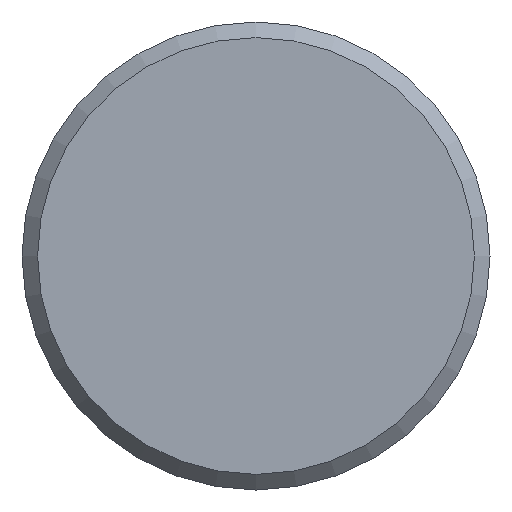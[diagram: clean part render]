
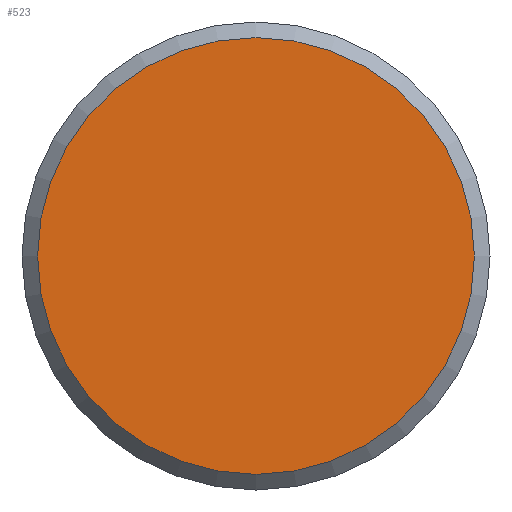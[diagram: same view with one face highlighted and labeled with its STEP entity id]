
A CAD part, front view. The second image highlights one B-rep face of the part: STEP entity #523.
In plain terms, the highlighted planar face has unit normal (0, -1, 0).
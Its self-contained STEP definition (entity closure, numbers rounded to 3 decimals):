
#94=FACE_OUTER_BOUND('',#127,.T.);
#127=EDGE_LOOP('',(#337));
#171=CIRCLE('',#577,14.);
#217=VERTEX_POINT('',#838);
#267=EDGE_CURVE('',#217,#217,#171,.T.);
#337=ORIENTED_EDGE('',*,*,#267,.T.);
#477=PLANE('',#576);
#523=ADVANCED_FACE('',(#94),#477,.T.);
#576=AXIS2_PLACEMENT_3D('',#837,#656,#657);
#577=AXIS2_PLACEMENT_3D('',#839,#658,#659);
#656=DIRECTION('center_axis',(0.,-1.,0.));
#657=DIRECTION('ref_axis',(0.,0.,-1.));
#658=DIRECTION('center_axis',(0.,-1.,0.));
#659=DIRECTION('ref_axis',(1.,0.,0.));
#837=CARTESIAN_POINT('Origin',(0.,0.,0.));
#838=CARTESIAN_POINT('',(-14.,0.,0.));
#839=CARTESIAN_POINT('Origin',(0.,0.,0.));
